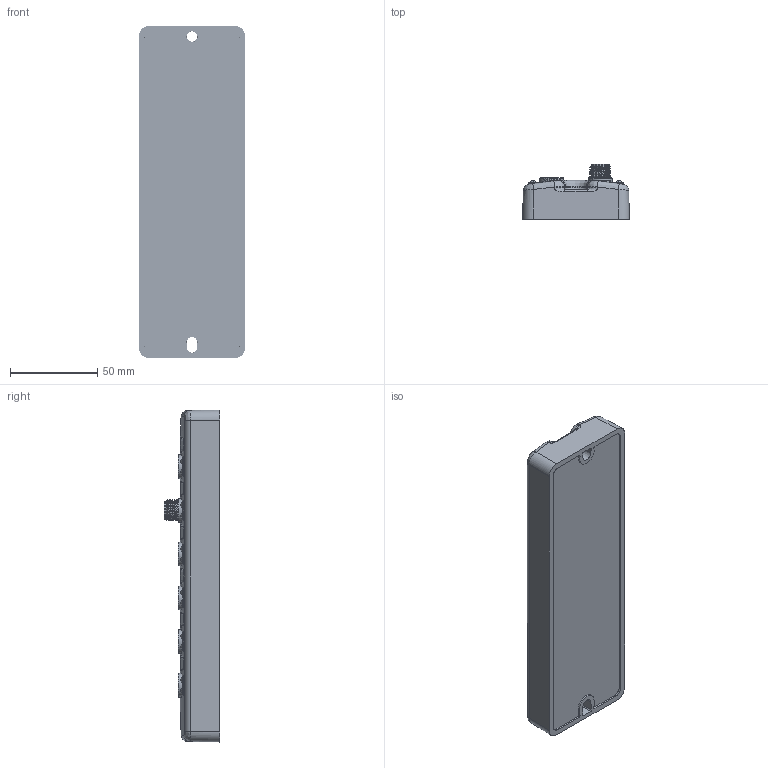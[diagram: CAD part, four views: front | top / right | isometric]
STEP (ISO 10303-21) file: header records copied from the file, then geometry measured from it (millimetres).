
FILE_DESCRIPTION((''),'2;1');
FILE_NAME('250365_SM01_ASM','2025-11-07T07:48:51',('banengservice'),('BANNER ENGINEERING'),'CREO PARAMETRIC BY PTC INC, 2022414','CREO PARAMETRIC BY PTC INC, 2022414','');
FILE_SCHEMA(('CONFIG_CONTROL_DESIGN'));
Products named in the file (2): 250365_EP01; 250365_SM01_ASM
Assembly tree (1 placements, depth 2):
  250365_SM01_ASM
    250365_EP01
Bounding box: 61 x 31.67 x 190 mm (x, y, z)
Volume: 233055.4 mm3; surface area: 41647.4 mm2
Topology: 1 solids, 1 shells, 2564 faces, 6641 edges, 4418 vertices
Faces by surface type: plane 973, cylinder 581, cone 528, bspline 277, extrusion 108, sphere 56, torus 41
Entity records: 149831 total; most frequent: CARTESIAN_POINT 91223, ORIENTED_EDGE 13170, DIRECTION 10387, EDGE_CURVE 6585, VERTEX_POINT 4418, AXIS2_PLACEMENT_3D 3954, EDGE_LOOP 2963, FACE_OUTER_BOUND 2564
